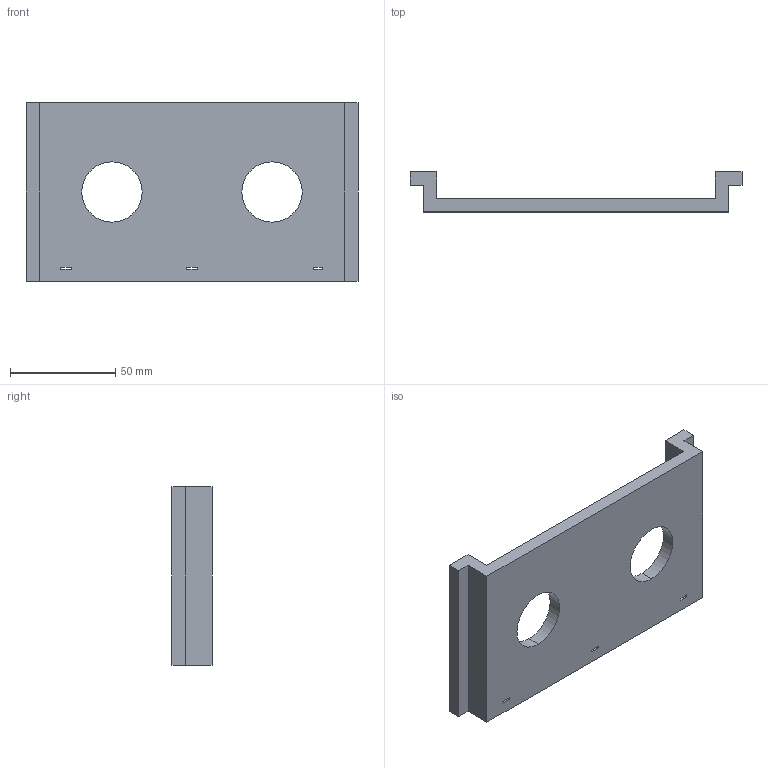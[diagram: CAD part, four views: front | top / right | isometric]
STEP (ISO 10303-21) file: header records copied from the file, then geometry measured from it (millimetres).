
FILE_DESCRIPTION (( 'STEP AP203' ), '1' );
FILE_NAME ('ControlTopShelf.STEP', '2024-11-29T05:55:59', ( '' ), ( '' ), 'SwSTEP 2.0', 'SolidWorks 2024', '' );
FILE_SCHEMA (( 'CONFIG_CONTROL_DESIGN' ));
Length unit declared in the file: inch
Products named in the file (1): ControlTopShelf
Bounding box: 157.99 x 19.05 x 85.09 mm (x, y, z)
Volume: 90523.2 mm3; surface area: 33962.1 mm2
Topology: 1 solids, 1 shells, 403 faces, 1074 edges, 716 vertices
Faces by surface type: plane 271, bspline 128, cylinder 4
Entity records: 18903 total; most frequent: CARTESIAN_POINT 9618, ORIENTED_EDGE 2148, DIRECTION 1378, EDGE_CURVE 1074, LINE 810, VECTOR 810, VERTEX_POINT 716, EDGE_LOOP 456
